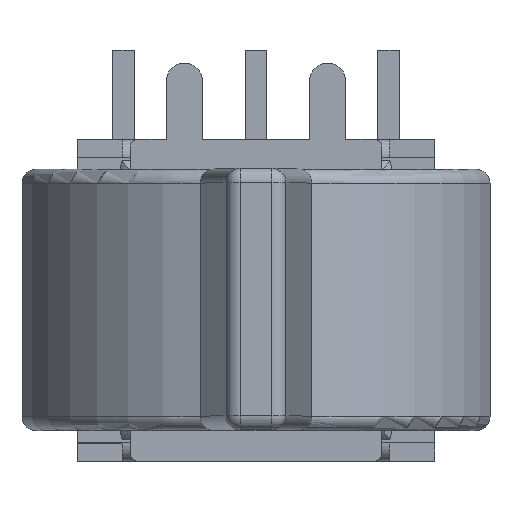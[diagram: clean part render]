
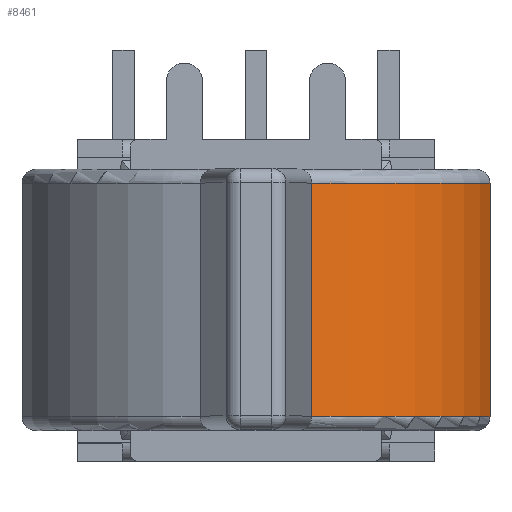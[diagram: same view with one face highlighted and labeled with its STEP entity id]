
A CAD part, top view. The second image highlights one B-rep face of the part: STEP entity #8461.
In plain terms, the highlighted cylindrical face has radius 8.43 mm (diameter 16.86 mm), a partial arc.
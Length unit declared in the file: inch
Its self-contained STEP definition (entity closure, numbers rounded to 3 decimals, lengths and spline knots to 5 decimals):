
#532=FACE_OUTER_BOUND('',#1029,.T.);
#1029=EDGE_LOOP('',(#5868,#5869,#5870,#5871));
#1552=LINE('',#12439,#2541);
#1553=LINE('',#12441,#2542);
#2541=VECTOR('',#9866,0.3937);
#2542=VECTOR('',#9869,0.3937);
#3516=CIRCLE('',#8974,0.33189);
#3536=CIRCLE('',#9009,0.33189);
#3710=VERTEX_POINT('',#12289);
#3713=VERTEX_POINT('',#12294);
#3732=VERTEX_POINT('',#12395);
#3737=VERTEX_POINT('',#12424);
#4520=EDGE_CURVE('',#3713,#3710,#3516,.T.);
#4559=EDGE_CURVE('',#3737,#3732,#3536,.T.);
#4566=EDGE_CURVE('',#3713,#3732,#1552,.T.);
#4567=EDGE_CURVE('',#3710,#3737,#1553,.T.);
#5868=ORIENTED_EDGE('',*,*,#4520,.F.);
#5869=ORIENTED_EDGE('',*,*,#4566,.T.);
#5870=ORIENTED_EDGE('',*,*,#4559,.F.);
#5871=ORIENTED_EDGE('',*,*,#4567,.F.);
#8336=CYLINDRICAL_SURFACE('',#9014,0.33189);
#8461=ADVANCED_FACE('',(#532),#8336,.T.);
#8974=AXIS2_PLACEMENT_3D('',#12309,#9766,#9767);
#9009=AXIS2_PLACEMENT_3D('',#12426,#9852,#9853);
#9014=AXIS2_PLACEMENT_3D('',#12440,#9867,#9868);
#9766=DIRECTION('center_axis',(0.,1.,0.));
#9767=DIRECTION('ref_axis',(0.729,0.,0.685));
#9852=DIRECTION('center_axis',(0.,-1.,0.));
#9853=DIRECTION('ref_axis',(0.729,0.,0.685));
#9866=DIRECTION('',(0.,-1.,0.));
#9867=DIRECTION('center_axis',(0.,-1.,0.));
#9868=DIRECTION('ref_axis',(0.985,0.,0.174));
#9869=DIRECTION('',(0.,-1.,0.));
#12289=CARTESIAN_POINT('',(0.32685,0.1628,0.54543));
#12294=CARTESIAN_POINT('',(0.078,0.1628,0.81039));
#12309=CARTESIAN_POINT('Origin',(0.,0.1628,
0.4878));
#12395=CARTESIAN_POINT('',(0.078,-0.1628,0.81039));
#12424=CARTESIAN_POINT('',(0.32685,-0.1628,0.54543));
#12426=CARTESIAN_POINT('Origin',(0.,-0.1628,
0.4878));
#12439=CARTESIAN_POINT('',(0.078,0.18248,0.81039));
#12440=CARTESIAN_POINT('Origin',(0.,0.18248,
0.4878));
#12441=CARTESIAN_POINT('',(0.32685,0.18248,0.54543));
